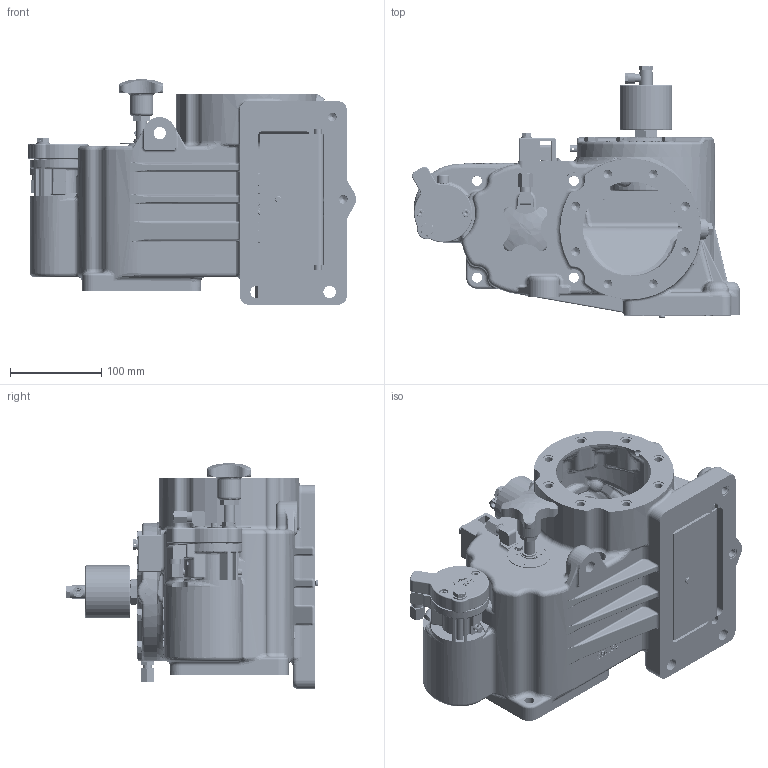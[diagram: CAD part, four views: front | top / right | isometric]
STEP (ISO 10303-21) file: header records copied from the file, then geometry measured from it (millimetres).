
FILE_DESCRIPTION (( 'STEP AP214' ), '1' );
FILE_NAME ('GVL80PE-MD_252489.STEP', '2014-09-10T11:59:10', ( 'Admin2' ), ( '' ), 'SwSTEP 2.0', 'SolidWorks 2010', '' );
FILE_SCHEMA (( 'AUTOMOTIVE_DESIGN' ));
Length unit declared in the file: millimetre
Products named in the file (1): GVL80PE-MD_252489
Bounding box: 359.33 x 275.6 x 247 mm (x, y, z)
Volume: 4238188.6 mm3; surface area: 866726.9 mm2
Topology: 70 solids, 70 shells, 5125 faces, 12710 edges, 7691 vertices
Faces by surface type: plane 1652, cylinder 1272, bspline 1082, cone 592, torus 470, sphere 57
Entity records: 266485 total; most frequent: CARTESIAN_POINT 96016, ORIENTED_EDGE 24862, DIRECTION 21673, EDGE_CURVE 12431, AXIS2_PLACEMENT_3D 8225, VERTEX_POINT 7676, EDGE_LOOP 5571, VECTOR 5223
